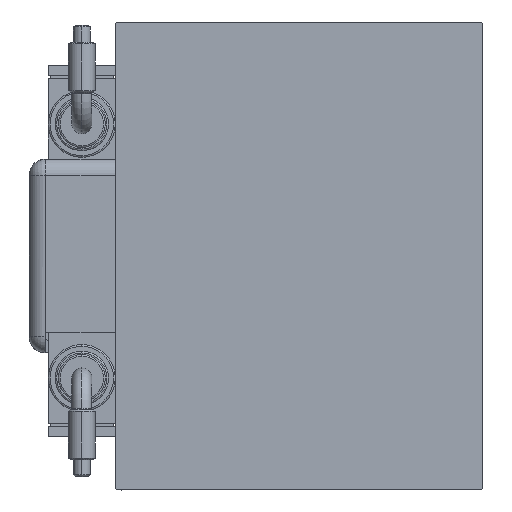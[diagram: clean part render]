
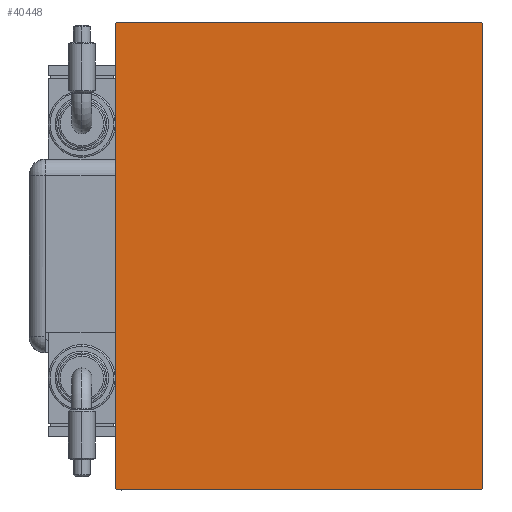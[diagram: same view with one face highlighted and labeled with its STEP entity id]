
A CAD part, left-side view. The second image highlights one B-rep face of the part: STEP entity #40448.
In plain terms, the highlighted face is planar.
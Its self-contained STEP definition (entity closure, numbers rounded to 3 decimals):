
#330 = EDGE_CURVE ( 'NONE', #40581, #13163, #45845, .T. ) ;
#4214 = DIRECTION ( 'NONE',  ( 0., 0., -1. ) ) ;
#5173 = VECTOR ( 'NONE', #24745, 1000. ) ;
#7029 = VECTOR ( 'NONE', #32869, 1000. ) ;
#7563 = CARTESIAN_POINT ( 'NONE',  ( 173., 54.7, 70. ) ) ;
#7568 = EDGE_CURVE ( 'NONE', #40718, #40581, #13053, .T. ) ;
#7829 = FACE_OUTER_BOUND ( 'NONE', #48814, .T. ) ;
#8231 = VECTOR ( 'NONE', #24495, 1000. ) ;
#9284 = ORIENTED_EDGE ( 'NONE', *, *, #330, .T. ) ;
#10606 = DIRECTION ( 'NONE',  ( 0., 0., 1. ) ) ;
#11533 = CARTESIAN_POINT ( 'NONE',  ( 173., -62.35, 62.35 ) ) ;
#13053 = LINE ( 'NONE', #61551, #17761 ) ;
#13163 = VERTEX_POINT ( 'NONE', #61817 ) ;
#15015 = CARTESIAN_POINT ( 'NONE',  ( 173., -55., -69.7 ) ) ;
#17761 = VECTOR ( 'NONE', #18727, 1000. ) ;
#18116 = CARTESIAN_POINT ( 'NONE',  ( 173., -55., 69.7 ) ) ;
#18727 = DIRECTION ( 'NONE',  ( 0., 0.707, -0.707 ) ) ;
#18966 = EDGE_CURVE ( 'NONE', #13163, #52398, #62150, .T. ) ;
#19775 = CARTESIAN_POINT ( 'NONE',  ( 173., 62.35, 62.35 ) ) ;
#21378 = PLANE ( 'NONE',  #26076 ) ;
#21700 = DIRECTION ( 'NONE',  ( 0., 0., -1. ) ) ;
#22360 = VERTEX_POINT ( 'NONE', #7563 ) ;
#22528 = DIRECTION ( 'NONE',  ( 0., 1., 0. ) ) ;
#24401 = ORIENTED_EDGE ( 'NONE', *, *, #7568, .T. ) ;
#24495 = DIRECTION ( 'NONE',  ( 0., -0.707, 0.707 ) ) ;
#24627 = EDGE_CURVE ( 'NONE', #35566, #53052, #54689, .T. ) ;
#24725 = ORIENTED_EDGE ( 'NONE', *, *, #18966, .T. ) ;
#24745 = DIRECTION ( 'NONE',  ( 0., -1., 0. ) ) ;
#25423 = VECTOR ( 'NONE', #22528, 1000. ) ;
#25717 = EDGE_CURVE ( 'NONE', #53052, #40718, #33176, .T. ) ;
#26076 = AXIS2_PLACEMENT_3D ( 'NONE', #41537, #50346, #21700 ) ;
#28153 = CARTESIAN_POINT ( 'NONE',  ( 173., -55., 70. ) ) ;
#31401 = ORIENTED_EDGE ( 'NONE', *, *, #37301, .T. ) ;
#32869 = DIRECTION ( 'NONE',  ( 0., 0.707, 0.707 ) ) ;
#33176 = LINE ( 'NONE', #28153, #48391 ) ;
#34241 = LINE ( 'NONE', #54057, #39200 ) ;
#34484 = CARTESIAN_POINT ( 'NONE',  ( 173., 55., 70. ) ) ;
#35566 = VERTEX_POINT ( 'NONE', #45103 ) ;
#37301 = EDGE_CURVE ( 'NONE', #52398, #44301, #34241, .T. ) ;
#39200 = VECTOR ( 'NONE', #10606, 1000. ) ;
#40214 = LINE ( 'NONE', #19775, #8231 ) ;
#40448 = ADVANCED_FACE ( 'NONE', ( #7829 ), #21378, .T. ) ;
#40581 = VERTEX_POINT ( 'NONE', #43392 ) ;
#40718 = VERTEX_POINT ( 'NONE', #15015 ) ;
#41537 = CARTESIAN_POINT ( 'NONE',  ( 173., 0., 0. ) ) ;
#42592 = ORIENTED_EDGE ( 'NONE', *, *, #25717, .T. ) ;
#43322 = LINE ( 'NONE', #34484, #5173 ) ;
#43392 = CARTESIAN_POINT ( 'NONE',  ( 173., -54.7, -70. ) ) ;
#43427 = CARTESIAN_POINT ( 'NONE',  ( 173., 55., 69.7 ) ) ;
#44301 = VERTEX_POINT ( 'NONE', #43427 ) ;
#45103 = CARTESIAN_POINT ( 'NONE',  ( 173., -54.7, 70. ) ) ;
#45845 = LINE ( 'NONE', #51488, #25423 ) ;
#47462 = EDGE_CURVE ( 'NONE', #44301, #22360, #40214, .T. ) ;
#47674 = EDGE_CURVE ( 'NONE', #22360, #35566, #43322, .T. ) ;
#48391 = VECTOR ( 'NONE', #4214, 1000. ) ;
#48814 = EDGE_LOOP ( 'NONE', ( #9284, #24725, #31401, #50323, #58679, #51825, #42592, #24401 ) ) ;
#50323 = ORIENTED_EDGE ( 'NONE', *, *, #47462, .T. ) ;
#50346 = DIRECTION ( 'NONE',  ( 1., 0., 0. ) ) ;
#51488 = CARTESIAN_POINT ( 'NONE',  ( 173., -55., -70. ) ) ;
#51825 = ORIENTED_EDGE ( 'NONE', *, *, #24627, .T. ) ;
#52398 = VERTEX_POINT ( 'NONE', #54811 ) ;
#53052 = VERTEX_POINT ( 'NONE', #18116 ) ;
#53373 = VECTOR ( 'NONE', #54061, 1000. ) ;
#54057 = CARTESIAN_POINT ( 'NONE',  ( 173., 55., -70. ) ) ;
#54061 = DIRECTION ( 'NONE',  ( 0., -0.707, -0.707 ) ) ;
#54689 = LINE ( 'NONE', #11533, #53373 ) ;
#54811 = CARTESIAN_POINT ( 'NONE',  ( 173., 55., -69.7 ) ) ;
#58679 = ORIENTED_EDGE ( 'NONE', *, *, #47674, .T. ) ;
#61551 = CARTESIAN_POINT ( 'NONE',  ( 173., -62.35, -62.35 ) ) ;
#61817 = CARTESIAN_POINT ( 'NONE',  ( 173., 54.7, -70. ) ) ;
#61841 = CARTESIAN_POINT ( 'NONE',  ( 173., 62.35, -62.35 ) ) ;
#62150 = LINE ( 'NONE', #61841, #7029 ) ;
